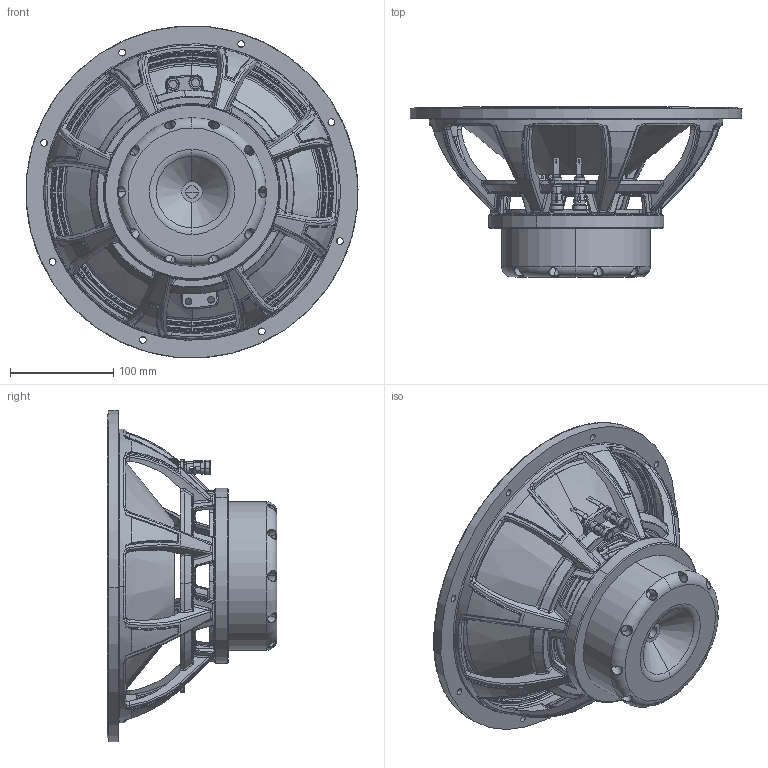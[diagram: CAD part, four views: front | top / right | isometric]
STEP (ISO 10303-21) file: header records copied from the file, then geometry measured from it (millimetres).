
FILE_DESCRIPTION (( 'STEP AP203' ), '1' );
FILE_NAME ('102-122NPW.STEP', '2023-04-17T02:01:25', ( '微软用户' ), ( '微软中国' ), 'SwSTEP 2.0', 'SolidWorks 2020', '' );
FILE_SCHEMA (( 'CONFIG_CONTROL_DESIGN' ));
Length unit declared in the file: millimetre
Products named in the file (1): 102-122NPW
Bounding box: 321.7 x 164.5 x 321.5 mm (x, y, z)
Surface area: 468789 mm2 (no closed solid volume)
Topology: 0 solids, 36 shells, 1079 faces, 3312 edges, 2165 vertices
Faces by surface type: bspline 541, cylinder 211, plane 133, cone 106, torus 88
Entity records: 74682 total; most frequent: CARTESIAN_POINT 50016, ORIENTED_EDGE 5656, DIRECTION 3969, EDGE_CURVE 3294, VERTEX_POINT 2165, AXIS2_PLACEMENT_3D 1691, B_SPLINE_CURVE_WITH_KNOTS 1422, EDGE_LOOP 1179
